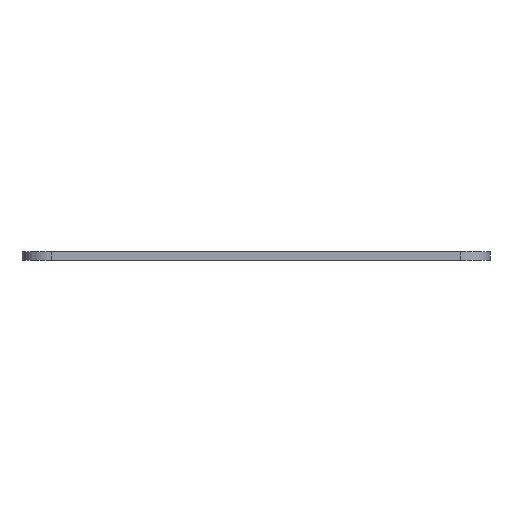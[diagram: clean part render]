
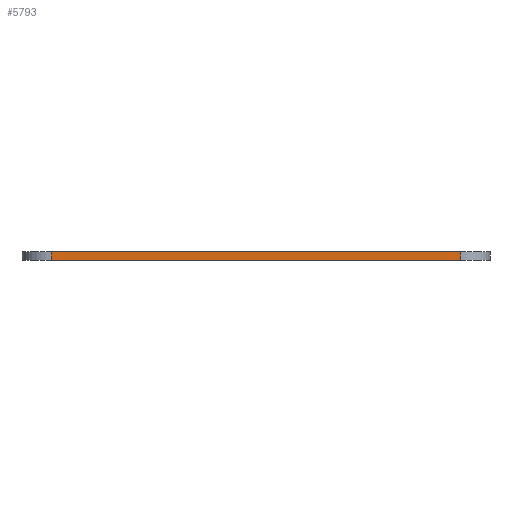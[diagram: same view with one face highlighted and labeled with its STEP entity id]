
A CAD part, front view. The second image highlights one B-rep face of the part: STEP entity #5793.
In plain terms, the highlighted planar face has unit normal (0, -1, 0).
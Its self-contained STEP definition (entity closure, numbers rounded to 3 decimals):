
#826=FACE_OUTER_BOUND('',#1150,.T.);
#1150=EDGE_LOOP('',(#5232,#5233,#5234,#5235));
#1483=LINE('',#10068,#2017);
#1546=LINE('',#10311,#2080);
#1549=LINE('',#10318,#2083);
#1698=LINE('',#10720,#2232);
#2017=VECTOR('',#6592,10.);
#2080=VECTOR('',#6785,10.);
#2083=VECTOR('',#6794,10.);
#2232=VECTOR('',#7249,10.);
#2587=VERTEX_POINT('',#10065);
#2588=VERTEX_POINT('',#10067);
#2703=VERTEX_POINT('',#10309);
#2704=VERTEX_POINT('',#10316);
#3327=EDGE_CURVE('',#2587,#2588,#1483,.T.);
#3447=EDGE_CURVE('',#2703,#2587,#1546,.T.);
#3451=EDGE_CURVE('',#2588,#2704,#1549,.T.);
#3652=EDGE_CURVE('',#2704,#2703,#1698,.T.);
#5232=ORIENTED_EDGE('',*,*,#3447,.F.);
#5233=ORIENTED_EDGE('',*,*,#3652,.F.);
#5234=ORIENTED_EDGE('',*,*,#3451,.F.);
#5235=ORIENTED_EDGE('',*,*,#3327,.F.);
#5496=PLANE('',#6113);
#5793=ADVANCED_FACE('',(#826),#5496,.T.);
#6113=AXIS2_PLACEMENT_3D('',#10719,#7247,#7248);
#6592=DIRECTION('',(-1.,0.,0.));
#6785=DIRECTION('',(0.,0.,-1.));
#6794=DIRECTION('',(0.,0.,1.));
#7247=DIRECTION('center_axis',(0.,-1.,0.));
#7248=DIRECTION('ref_axis',(1.,0.,0.));
#7249=DIRECTION('',(1.,0.,0.));
#10065=CARTESIAN_POINT('',(45.325,-80.29,3.));
#10067=CARTESIAN_POINT('',(-24.675,-80.29,3.));
#10068=CARTESIAN_POINT('',(50.325,-80.29,3.));
#10309=CARTESIAN_POINT('',(45.325,-80.29,4.5));
#10311=CARTESIAN_POINT('',(45.325,-80.29,3.));
#10316=CARTESIAN_POINT('',(-24.675,-80.29,4.5));
#10318=CARTESIAN_POINT('',(-24.675,-80.29,3.));
#10719=CARTESIAN_POINT('Origin',(-29.675,-80.29,3.));
#10720=CARTESIAN_POINT('',(50.325,-80.29,4.5));
